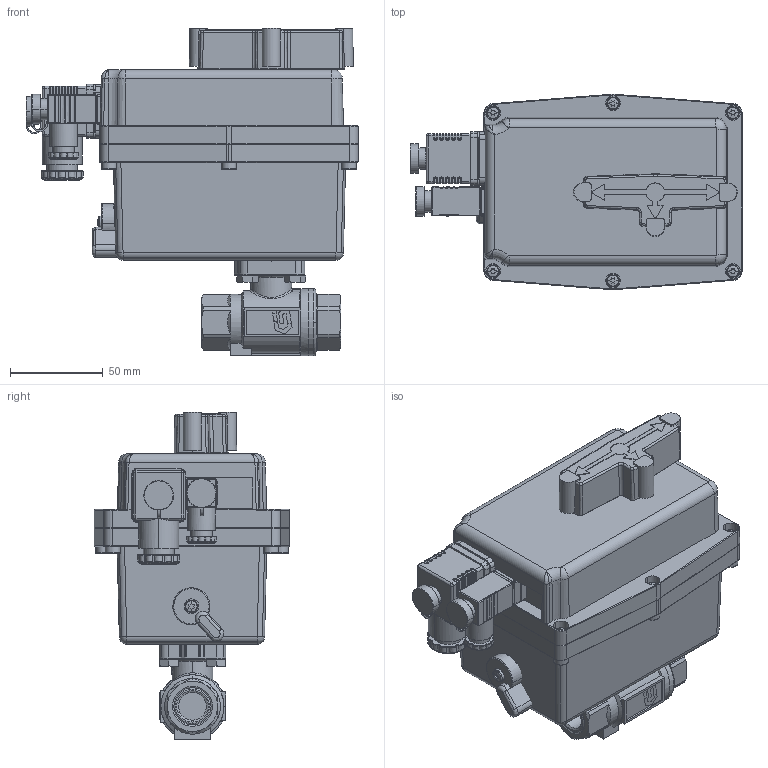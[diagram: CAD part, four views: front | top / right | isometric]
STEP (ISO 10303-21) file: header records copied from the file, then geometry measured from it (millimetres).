
FILE_DESCRIPTION(('HOOPS Exchange Step'),'2;1');
FILE_NAME('EK02_DN10_DVGW.stp','2025-05-16T11:56:21+02:00',('nieru'),('Unknown organisation'),'HOOPS Exchange 2024.2','HOOPS Exchange','Unknown authorisation');
FILE_SCHEMA( ('AP203_CONFIGURATION_CONTROLLED_3D_DESIGN_OF_MECHANICAL_PARTS_AND_ASSEMBLIES_MIM_LF') );
Length unit declared in the file: millimetre
Products named in the file (5): 0; root
Assembly tree (4 placements, depth 4):
  root
    0
      0
        0
        0
Bounding box: 178.75 x 105.22 x 176.33 mm (x, y, z)
Volume: 1215721.7 mm3; surface area: 180575.5 mm2
Topology: 44 solids, 45 shells, 2657 faces, 6632 edges, 4117 vertices
Faces by surface type: cylinder 941, plane 741, bspline 398, torus 383, cone 144, sphere 42, offset 8
Full cylindrical faces by diameter (mm): 3.5 x6, 7 x1, 7.825 x1, 8 x6, 11 x1, 11.516 x1, 14.894 x1, 16.1 x1, 16.5 x1, 57.162 x1, 61 x1
Entity records: 120906 total; most frequent: CARTESIAN_POINT 63931, ORIENTED_EDGE 13212, DIRECTION 9785, EDGE_CURVE 6606, VERTEX_POINT 4117, AXIS2_PLACEMENT_3D 3988, EDGE_LOOP 2801, FACE_BOUND 2801
